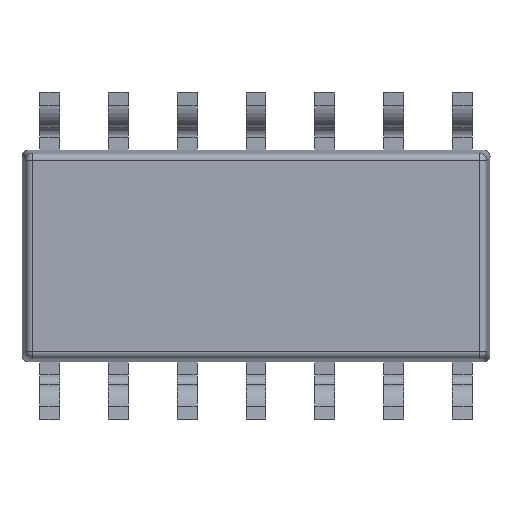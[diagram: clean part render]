
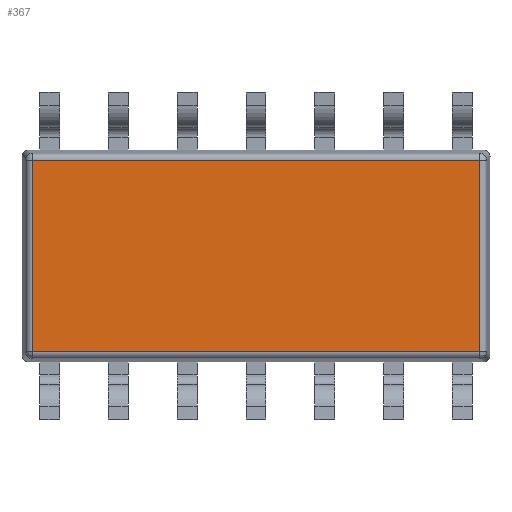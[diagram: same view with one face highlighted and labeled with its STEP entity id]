
A CAD part, front view. The second image highlights one B-rep face of the part: STEP entity #367.
In plain terms, the highlighted planar face has unit normal (0, -1, 0).
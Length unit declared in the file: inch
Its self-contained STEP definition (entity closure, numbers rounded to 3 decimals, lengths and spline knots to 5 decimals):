
#82 = LINE ( 'NONE', #746, #2840 ) ;
#83 = VECTOR ( 'NONE', #2774, 39.37008 ) ;
#97 = CARTESIAN_POINT ( 'NONE',  ( 0.16257, -0.0325, -0.06957 ) ) ;
#158 = LINE ( 'NONE', #732, #2932 ) ;
#175 = EDGE_CURVE ( 'NONE', #2775, #1347, #82, .T. ) ;
#250 = FACE_OUTER_BOUND ( 'NONE', #2221, .T. ) ;
#367 = ADVANCED_FACE ( 'NONE', ( #250 ), #1876, .T. ) ;
#488 = CARTESIAN_POINT ( 'NONE',  ( 0., -0.0325, -0.06957 ) ) ;
#560 = ORIENTED_EDGE ( 'NONE', *, *, #2735, .T. ) ;
#598 = VERTEX_POINT ( 'NONE', #97 ) ;
#732 = CARTESIAN_POINT ( 'NONE',  ( -0.16257, -0.0325, 0. ) ) ;
#746 = CARTESIAN_POINT ( 'NONE',  ( 0., -0.0325, 0.06957 ) ) ;
#785 = ORIENTED_EDGE ( 'NONE', *, *, #1721, .T. ) ;
#798 = DIRECTION ( 'NONE',  ( 0., 0., -1. ) ) ;
#934 = VERTEX_POINT ( 'NONE', #3309 ) ;
#1024 = CARTESIAN_POINT ( 'NONE',  ( 0.16257, -0.0325, 0.06957 ) ) ;
#1080 = AXIS2_PLACEMENT_3D ( 'NONE', #3201, #1603, #798 ) ;
#1347 = VERTEX_POINT ( 'NONE', #2302 ) ;
#1525 = DIRECTION ( 'NONE',  ( 1., 0., 0. ) ) ;
#1603 = DIRECTION ( 'NONE',  ( 0., -1., 0. ) ) ;
#1721 = EDGE_CURVE ( 'NONE', #598, #2775, #1880, .T. ) ;
#1876 = PLANE ( 'NONE',  #1080 ) ;
#1880 = LINE ( 'NONE', #1926, #83 ) ;
#1926 = CARTESIAN_POINT ( 'NONE',  ( 0.16257, -0.0325, 0. ) ) ;
#2012 = EDGE_CURVE ( 'NONE', #1347, #934, #158, .T. ) ;
#2053 = DIRECTION ( 'NONE',  ( -1., 0., 0. ) ) ;
#2221 = EDGE_LOOP ( 'NONE', ( #560, #785, #3305, #3475 ) ) ;
#2302 = CARTESIAN_POINT ( 'NONE',  ( -0.16257, -0.0325, 0.06957 ) ) ;
#2624 = DIRECTION ( 'NONE',  ( 0., 0., -1. ) ) ;
#2642 = VECTOR ( 'NONE', #1525, 39.37008 ) ;
#2735 = EDGE_CURVE ( 'NONE', #934, #598, #3296, .T. ) ;
#2774 = DIRECTION ( 'NONE',  ( 0., 0., 1. ) ) ;
#2775 = VERTEX_POINT ( 'NONE', #1024 ) ;
#2840 = VECTOR ( 'NONE', #2053, 39.37008 ) ;
#2932 = VECTOR ( 'NONE', #2624, 39.37008 ) ;
#3201 = CARTESIAN_POINT ( 'NONE',  ( 0., -0.0325, 0. ) ) ;
#3296 = LINE ( 'NONE', #488, #2642 ) ;
#3305 = ORIENTED_EDGE ( 'NONE', *, *, #175, .T. ) ;
#3309 = CARTESIAN_POINT ( 'NONE',  ( -0.16257, -0.0325, -0.06957 ) ) ;
#3475 = ORIENTED_EDGE ( 'NONE', *, *, #2012, .T. ) ;
